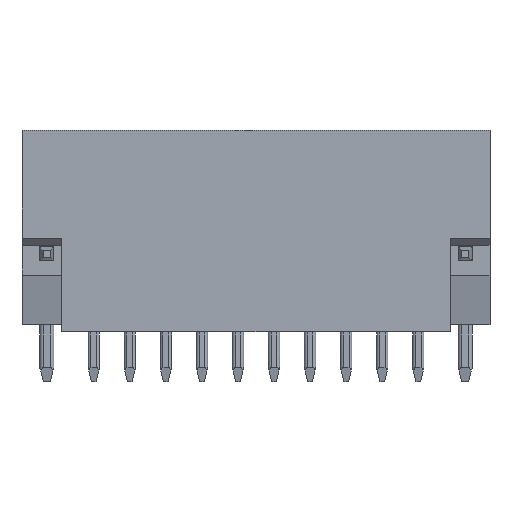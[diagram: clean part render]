
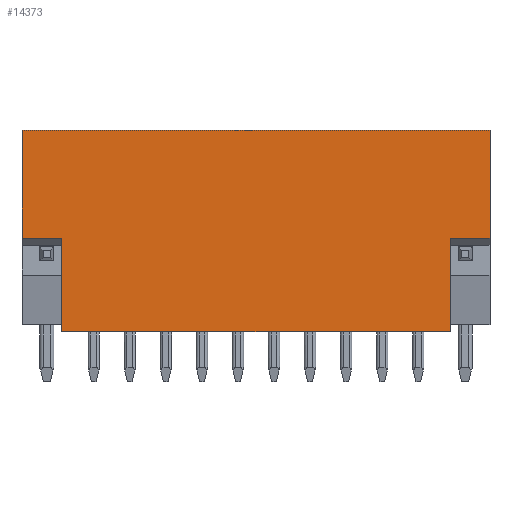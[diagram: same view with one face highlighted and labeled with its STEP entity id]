
A CAD part, left-side view. The second image highlights one B-rep face of the part: STEP entity #14373.
In plain terms, the highlighted planar face has unit normal (-1, 0, 0).
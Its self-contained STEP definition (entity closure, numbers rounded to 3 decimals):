
#558=DIRECTION('',(0.,0.,-1.));
#559=VECTOR('',#558,7.6);
#560=CARTESIAN_POINT('',(-5.25,-27.91,7.1));
#561=LINE('',#560,#559);
#602=DIRECTION('',(0.,0.,1.));
#603=VECTOR('',#602,6.6);
#604=CARTESIAN_POINT('',(-5.25,-25.11,-7.1));
#605=LINE('',#604,#603);
#794=DIRECTION('',(0.,-1.,0.));
#795=VECTOR('',#794,2.8);
#796=CARTESIAN_POINT('',(-5.25,-25.11,-0.5));
#797=LINE('',#796,#795);
#798=DIRECTION('',(0.,-1.,0.));
#799=VECTOR('',#798,2.8);
#800=CARTESIAN_POINT('',(-5.25,5.05,-0.5));
#801=LINE('',#800,#799);
#1122=DIRECTION('',(0.,-1.,0.));
#1123=VECTOR('',#1122,27.36);
#1124=CARTESIAN_POINT('',(-5.25,2.25,-7.1));
#1125=LINE('',#1124,#1123);
#8358=DIRECTION('',(0.,1.,0.));
#8359=VECTOR('',#8358,32.96);
#8360=CARTESIAN_POINT('',(-5.25,-27.91,7.1));
#8361=LINE('',#8360,#8359);
#8751=DIRECTION('',(0.,0.,1.));
#8752=VECTOR('',#8751,7.6);
#8753=CARTESIAN_POINT('',(-5.25,5.05,-0.5));
#8754=LINE('',#8753,#8752);
#8767=DIRECTION('',(0.,0.,-1.));
#8768=VECTOR('',#8767,6.6);
#8769=CARTESIAN_POINT('',(-5.25,2.25,-0.5));
#8770=LINE('',#8769,#8768);
#10709=CARTESIAN_POINT('',(-5.25,-27.91,7.1));
#10710=CARTESIAN_POINT('',(-5.25,5.05,7.1));
#10711=VERTEX_POINT('',#10709);
#10712=VERTEX_POINT('',#10710);
#10773=CARTESIAN_POINT('',(-5.25,2.25,-7.1));
#10774=CARTESIAN_POINT('',(-5.25,-25.11,-7.1));
#10775=VERTEX_POINT('',#10773);
#10776=VERTEX_POINT('',#10774);
#10809=CARTESIAN_POINT('',(-5.25,-27.91,-0.5));
#10811=VERTEX_POINT('',#10809);
#10815=CARTESIAN_POINT('',(-5.25,-25.11,-0.5));
#10816=VERTEX_POINT('',#10815);
#10821=CARTESIAN_POINT('',(-5.25,5.05,-0.5));
#10822=VERTEX_POINT('',#10821);
#10823=CARTESIAN_POINT('',(-5.25,2.25,-0.5));
#10824=VERTEX_POINT('',#10823);
#14353=CARTESIAN_POINT('',(-5.25,-24.13,-7.1));
#14354=DIRECTION('',(-1.,0.,0.));
#14355=DIRECTION('',(0.,0.,1.));
#14356=AXIS2_PLACEMENT_3D('',#14353,#14354,#14355);
#14357=PLANE('',#14356);
#14358=ORIENTED_EDGE('',*,*,#14348,.F.);
#14359=ORIENTED_EDGE('',*,*,#14036,.F.);
#14361=ORIENTED_EDGE('',*,*,#14360,.F.);
#14363=ORIENTED_EDGE('',*,*,#14362,.F.);
#14365=ORIENTED_EDGE('',*,*,#14364,.F.);
#14367=ORIENTED_EDGE('',*,*,#14366,.T.);
#14369=ORIENTED_EDGE('',*,*,#14368,.F.);
#14370=ORIENTED_EDGE('',*,*,#13991,.T.);
#14371=EDGE_LOOP('',(#14358,#14359,#14361,#14363,#14365,#14367,#14369,#14370));
#14372=FACE_OUTER_BOUND('',#14371,.F.);
#14373=ADVANCED_FACE('',(#14372),#14357,.T.);
#13991=EDGE_CURVE('',#10711,#10811,#561,.T.);
#14036=EDGE_CURVE('',#10776,#10816,#605,.T.);
#14348=EDGE_CURVE('',#10816,#10811,#797,.T.);
#14360=EDGE_CURVE('',#10775,#10776,#1125,.T.);
#14362=EDGE_CURVE('',#10824,#10775,#8770,.T.);
#14364=EDGE_CURVE('',#10822,#10824,#801,.T.);
#14366=EDGE_CURVE('',#10822,#10712,#8754,.T.);
#14368=EDGE_CURVE('',#10711,#10712,#8361,.T.);
